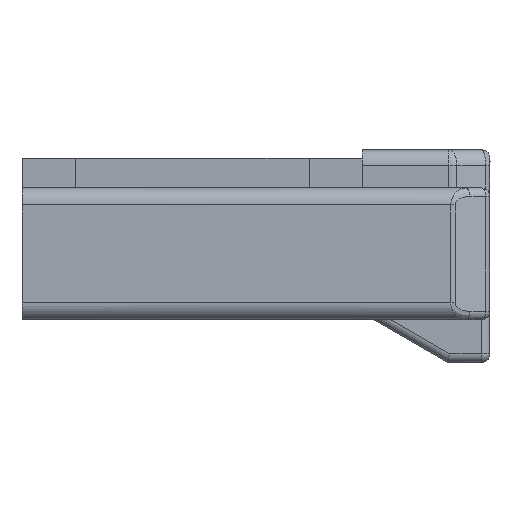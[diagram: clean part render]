
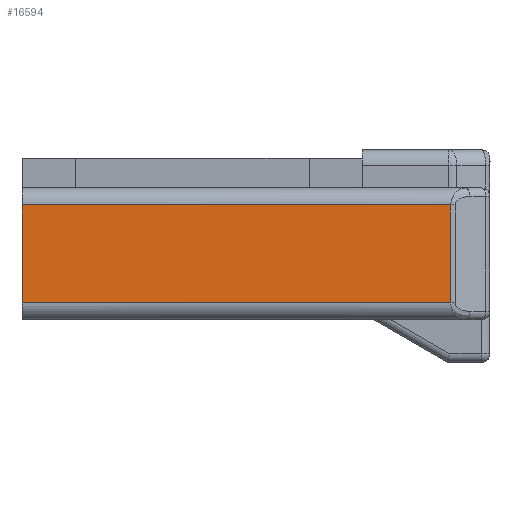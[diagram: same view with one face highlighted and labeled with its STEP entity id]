
A CAD part, left-side view. The second image highlights one B-rep face of the part: STEP entity #16594.
In plain terms, the highlighted planar face has unit normal (-1, 0, 0).
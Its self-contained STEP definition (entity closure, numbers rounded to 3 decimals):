
#16431=CARTESIAN_POINT('',(-17.,0.75,-1.27));
#16432=VERTEX_POINT('',#16431);
#16440=CARTESIAN_POINT('',(-17.,0.75,1.03));
#16441=VERTEX_POINT('',#16440);
#16442=CARTESIAN_POINT('',(-17.,0.75,-1.27));
#16443=DIRECTION('',(0.0,0.0,1.0));
#16444=VECTOR('',#16443,2.3);
#16445=LINE('',#16442,#16444);
#16446=EDGE_CURVE('',#16432,#16441,#16445,.T.);
#16465=CARTESIAN_POINT('',(-17.,-9.33,1.03));
#16466=VERTEX_POINT('',#16465);
#16467=CARTESIAN_POINT('',(-17.,-9.33,1.03));
#16468=DIRECTION('',(0.,1.,0.));
#16469=VECTOR('',#16468,10.08);
#16470=LINE('',#16467,#16469);
#16471=EDGE_CURVE('',#16466,#16441,#16470,.T.);
#16558=CARTESIAN_POINT('',(-17.,-9.33,-1.27));
#16559=VERTEX_POINT('',#16558);
#16569=CARTESIAN_POINT('',(-17.,-9.33,-1.27));
#16570=DIRECTION('',(0.,0.,1.));
#16571=VECTOR('',#16570,2.3);
#16572=LINE('',#16569,#16571);
#16573=EDGE_CURVE('',#16559,#16466,#16572,.T.);
#16578=CARTESIAN_POINT('',(-17.,1.254,-1.385));
#16579=DIRECTION('',(1.0,0.0,0.0));
#16580=DIRECTION('',(0.0,1.0,0.0));
#16581=AXIS2_PLACEMENT_3D('',#16578,#16579,#16580);
#16582=PLANE('',#16581);
#16583=ORIENTED_EDGE('',*,*,#16471,.T.);
#16584=ORIENTED_EDGE('',*,*,#16446,.F.);
#16585=CARTESIAN_POINT('',(-17.,-9.33,-1.27));
#16586=DIRECTION('',(0.,1.,0.));
#16587=VECTOR('',#16586,10.08);
#16588=LINE('',#16585,#16587);
#16589=EDGE_CURVE('',#16559,#16432,#16588,.T.);
#16590=ORIENTED_EDGE('',*,*,#16589,.F.);
#16591=ORIENTED_EDGE('',*,*,#16573,.T.);
#16592=EDGE_LOOP('',(#16583,#16584,#16590,#16591));
#16593=FACE_OUTER_BOUND('',#16592,.T.);
#16594=ADVANCED_FACE('',(#16593),#16582,.F.);
